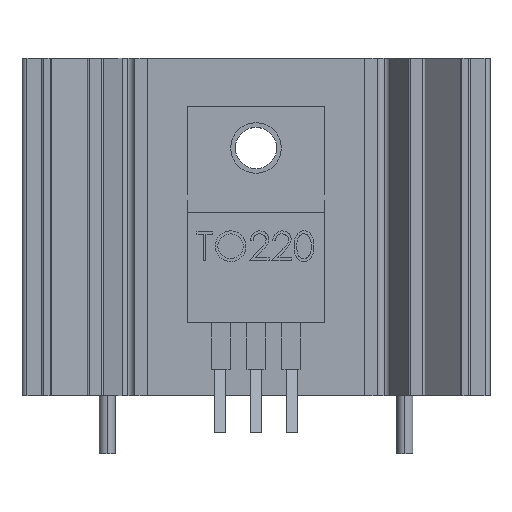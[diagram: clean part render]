
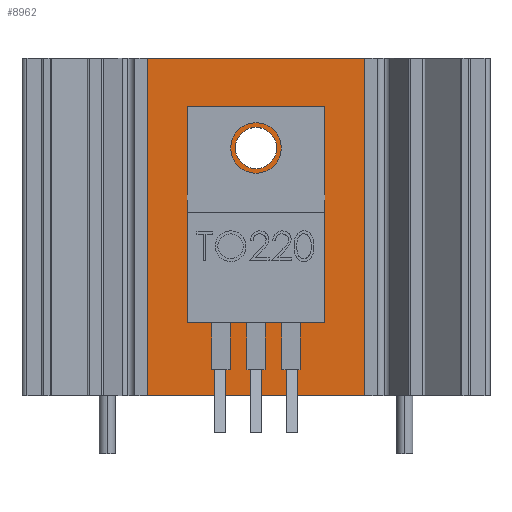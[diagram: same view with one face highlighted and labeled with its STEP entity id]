
A CAD part, top view. The second image highlights one B-rep face of the part: STEP entity #8962.
In plain terms, the highlighted planar face has unit normal (0, 0, 1).
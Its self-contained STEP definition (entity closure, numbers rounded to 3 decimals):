
#210 = DIRECTION ( 'NONE',  ( 0., 0., 1. ) ) ;
#388 = VECTOR ( 'NONE', #2057, 1000. ) ;
#615 = DIRECTION ( 'NONE',  ( 0., 0., 1. ) ) ;
#823 = CARTESIAN_POINT ( 'NONE',  ( -7.9, 12.25, 0.75 ) ) ;
#907 = LINE ( 'NONE', #5294, #8782 ) ;
#1137 = VECTOR ( 'NONE', #6888, 1000. ) ;
#1236 = AXIS2_PLACEMENT_3D ( 'NONE', #6811, #210, #3144 ) ;
#1518 = CARTESIAN_POINT ( 'NONE',  ( 1.5, 5.75, 0.75 ) ) ;
#1733 = LINE ( 'NONE', #8400, #1137 ) ;
#1825 = VECTOR ( 'NONE', #5717, 1000. ) ;
#2057 = DIRECTION ( 'NONE',  ( 1., 0., 0. ) ) ;
#2822 = CARTESIAN_POINT ( 'NONE',  ( -7.9, 12.25, 0.75 ) ) ;
#2851 = EDGE_LOOP ( 'NONE', ( #9024, #3867 ) ) ;
#3014 = VERTEX_POINT ( 'NONE', #4626 ) ;
#3064 = ORIENTED_EDGE ( 'NONE', *, *, #9364, .T. ) ;
#3144 = DIRECTION ( 'NONE',  ( 1., 0., 0. ) ) ;
#3240 = CARTESIAN_POINT ( 'NONE',  ( -7.9, -12.25, 0.75 ) ) ;
#3250 = ORIENTED_EDGE ( 'NONE', *, *, #3556, .F. ) ;
#3319 = VERTEX_POINT ( 'NONE', #6127 ) ;
#3439 = AXIS2_PLACEMENT_3D ( 'NONE', #4962, #615, #3538 ) ;
#3480 = LINE ( 'NONE', #5800, #1825 ) ;
#3538 = DIRECTION ( 'NONE',  ( 1., 0., 0. ) ) ;
#3556 = EDGE_CURVE ( 'NONE', #3319, #6121, #1733, .T. ) ;
#3867 = ORIENTED_EDGE ( 'NONE', *, *, #4221, .F. ) ;
#4221 = EDGE_CURVE ( 'NONE', #3014, #5385, #7622, .T. ) ;
#4619 = EDGE_CURVE ( 'NONE', #6845, #3319, #8721, .T. ) ;
#4626 = CARTESIAN_POINT ( 'NONE',  ( -1.5, 5.75, 0.75 ) ) ;
#4962 = CARTESIAN_POINT ( 'NONE',  ( 0., 5.75, 0.75 ) ) ;
#5091 = VERTEX_POINT ( 'NONE', #3240 ) ;
#5217 = AXIS2_PLACEMENT_3D ( 'NONE', #823, #7382, #9094 ) ;
#5221 = EDGE_LOOP ( 'NONE', ( #3064, #3250, #8274, #5503 ) ) ;
#5256 = FACE_OUTER_BOUND ( 'NONE', #5221, .T. ) ;
#5294 = CARTESIAN_POINT ( 'NONE',  ( -7.9, -12.25, 0.75 ) ) ;
#5385 = VERTEX_POINT ( 'NONE', #1518 ) ;
#5503 = ORIENTED_EDGE ( 'NONE', *, *, #7065, .T. ) ;
#5717 = DIRECTION ( 'NONE',  ( 0., -1., 0. ) ) ;
#5800 = CARTESIAN_POINT ( 'NONE',  ( -7.9, 12.25, 0.75 ) ) ;
#5967 = DIRECTION ( 'NONE',  ( 1., 0., 0. ) ) ;
#6121 = VERTEX_POINT ( 'NONE', #7460 ) ;
#6127 = CARTESIAN_POINT ( 'NONE',  ( 7.9, 12.25, 0.75 ) ) ;
#6726 = CARTESIAN_POINT ( 'NONE',  ( -7.9, 12.25, 0.75 ) ) ;
#6811 = CARTESIAN_POINT ( 'NONE',  ( 0., 5.75, 0.75 ) ) ;
#6845 = VERTEX_POINT ( 'NONE', #6726 ) ;
#6888 = DIRECTION ( 'NONE',  ( 0., -1., 0. ) ) ;
#7065 = EDGE_CURVE ( 'NONE', #6845, #5091, #3480, .T. ) ;
#7382 = DIRECTION ( 'NONE',  ( 0., 0., -1. ) ) ;
#7437 = PLANE ( 'NONE',  #5217 ) ;
#7460 = CARTESIAN_POINT ( 'NONE',  ( 7.9, -12.25, 0.75 ) ) ;
#7480 = FACE_BOUND ( 'NONE', #2851, .T. ) ;
#7622 = CIRCLE ( 'NONE', #3439, 1.5 ) ;
#8274 = ORIENTED_EDGE ( 'NONE', *, *, #4619, .F. ) ;
#8321 = CIRCLE ( 'NONE', #1236, 1.5 ) ;
#8400 = CARTESIAN_POINT ( 'NONE',  ( 7.9, 12.25, 0.75 ) ) ;
#8679 = EDGE_CURVE ( 'NONE', #5385, #3014, #8321, .T. ) ;
#8721 = LINE ( 'NONE', #2822, #388 ) ;
#8782 = VECTOR ( 'NONE', #5967, 1000. ) ;
#8962 = ADVANCED_FACE ( 'NONE', ( #7480, #5256 ), #7437, .F. ) ;
#9024 = ORIENTED_EDGE ( 'NONE', *, *, #8679, .F. ) ;
#9094 = DIRECTION ( 'NONE',  ( -1., 0., 0. ) ) ;
#9364 = EDGE_CURVE ( 'NONE', #5091, #6121, #907, .T. ) ;
